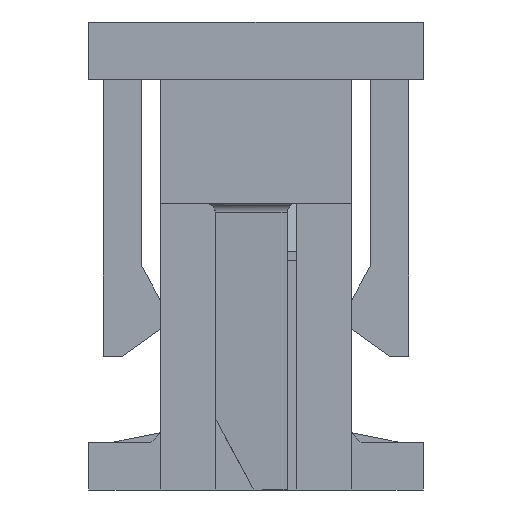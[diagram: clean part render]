
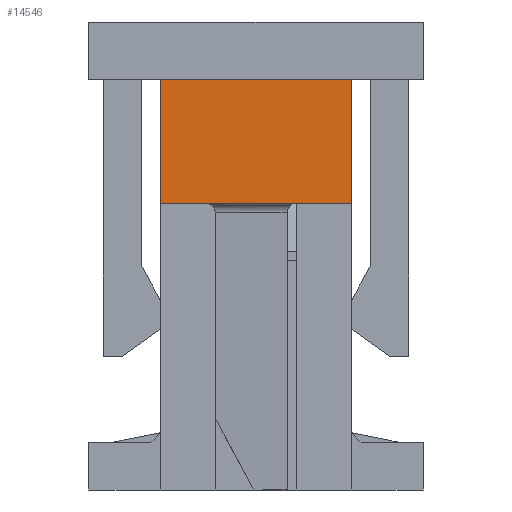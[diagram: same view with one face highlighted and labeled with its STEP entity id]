
A CAD part, left-side view. The second image highlights one B-rep face of the part: STEP entity #14546.
In plain terms, the highlighted planar face has unit normal (-1, 0, 0).
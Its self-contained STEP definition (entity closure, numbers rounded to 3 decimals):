
#4250=ORIENTED_EDGE('',*,*,#6467,.F.);
#4251=ORIENTED_EDGE('',*,*,#6462,.F.);
#4252=ORIENTED_EDGE('',*,*,#6469,.T.);
#4253=ORIENTED_EDGE('',*,*,#6470,.T.);
#6462=EDGE_CURVE('',#7838,#7839,#9856,.T.);
#6467=EDGE_CURVE('',#7839,#7843,#9861,.T.);
#6469=EDGE_CURVE('',#7838,#7844,#9863,.T.);
#6470=EDGE_CURVE('',#7844,#7843,#9864,.T.);
#7838=VERTEX_POINT('',#22875);
#7839=VERTEX_POINT('',#22877);
#7843=VERTEX_POINT('',#22887);
#7844=VERTEX_POINT('',#22891);
#9856=LINE('',#22876,#11894);
#9861=LINE('',#22886,#11899);
#9863=LINE('',#22890,#11901);
#9864=LINE('',#22892,#11902);
#11894=VECTOR('',#18714,1000.);
#11899=VECTOR('',#18721,1000.);
#11901=VECTOR('',#18725,1000.);
#11902=VECTOR('',#18726,1000.);
#12588=EDGE_LOOP('',(#4250,#4251,#4252,#4253));
#13254=FACE_BOUND('',#12588,.T.);
#13897=PLANE('',#15327);
#14546=ADVANCED_FACE('',(#13254),#13897,.T.);
#15327=AXIS2_PLACEMENT_3D('',#22889,#18723,#18724);
#18714=DIRECTION('',(0.,1.,0.));
#18721=DIRECTION('',(0.,0.,1.));
#18723=DIRECTION('',(-1.,0.,0.));
#18724=DIRECTION('',(0.,0.,1.));
#18725=DIRECTION('',(0.,0.,1.));
#18726=DIRECTION('',(0.,1.,0.));
#22875=CARTESIAN_POINT('',(-10.7,-1.,-0.65));
#22876=CARTESIAN_POINT('',(-10.7,-1.,-0.65));
#22877=CARTESIAN_POINT('',(-10.7,1.,-0.65));
#22886=CARTESIAN_POINT('',(-10.7,1.,-0.65));
#22887=CARTESIAN_POINT('',(-10.7,1.,0.65));
#22889=CARTESIAN_POINT('',(-10.7,-1.,-0.65));
#22890=CARTESIAN_POINT('',(-10.7,-1.,-0.65));
#22891=CARTESIAN_POINT('',(-10.7,-1.,0.65));
#22892=CARTESIAN_POINT('',(-10.7,-1.,0.65));
